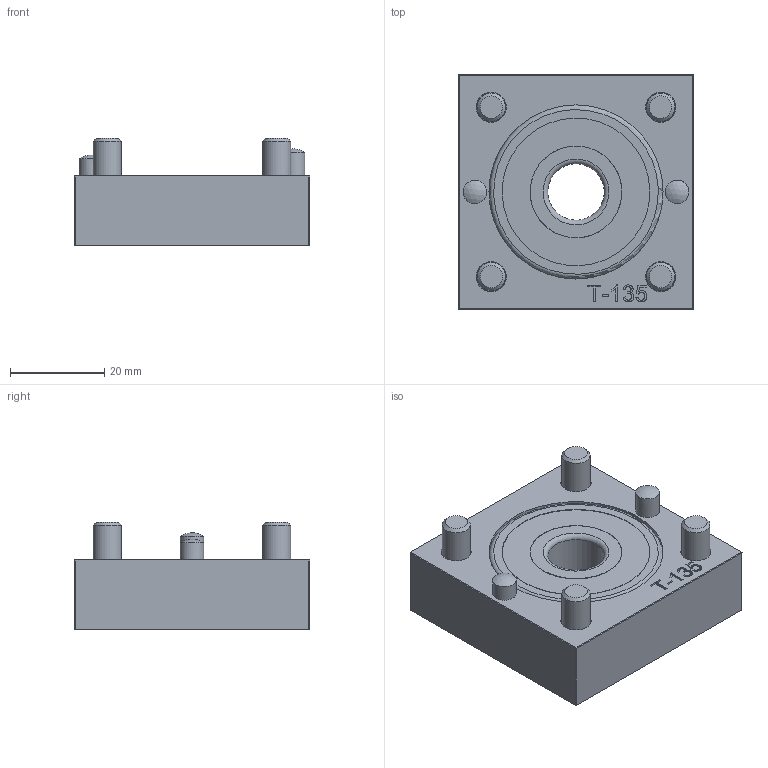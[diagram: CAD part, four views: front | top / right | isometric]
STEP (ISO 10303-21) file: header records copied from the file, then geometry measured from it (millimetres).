
FILE_DESCRIPTION(/* description */ ('Unknown'),/* implementation_level */ '2;1');
FILE_NAME(/* name */ 'A-0000037-Flanschlager50',/* time_stamp */ '2020-03-19T15:19:42+01:00',/* author */ ('Unknown'),/* organization */ ('Unknown'),/* preprocessor_version */ 'ST-DEVELOPER v16.7',/* originating_system */ 'Solid Edge',/* authorisation */ 'Unknown');
FILE_SCHEMA (('AUTOMOTIVE_DESIGN {1 0 10303 214 3 1 1}'));
Length unit declared in the file: millimetre
Products named in the file (1): A-0000037-Flanschlager50-dy
Bounding box: 50 x 50 x 22.8 mm (x, y, z)
Volume: 29248.6 mm3; surface area: 15518.1 mm2
Topology: 1 solids, 4 shells, 211 faces, 504 edges, 324 vertices
Faces by surface type: plane 111, cone 37, cylinder 34, torus 18, bspline 8, sphere 3
Full cylindrical faces by diameter (mm): 5 x2, 6 x4, 6.4 x4, 10 x4, 11 x4, 12 x1, 19.5 x4, 29.4 x2, 30 x1, 31.4 x2, 37 x2
Entity records: 7405 total; most frequent: CARTESIAN_POINT 1402, DIRECTION 923, ORIENTED_EDGE 828, EDGE_CURVE 414, AXIS2_PLACEMENT_3D 345, FACE_BOUND 306, EDGE_LOOP 301, VERTEX_POINT 300
